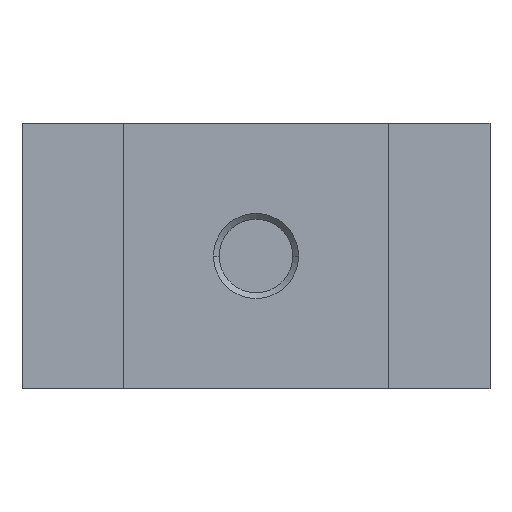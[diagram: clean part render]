
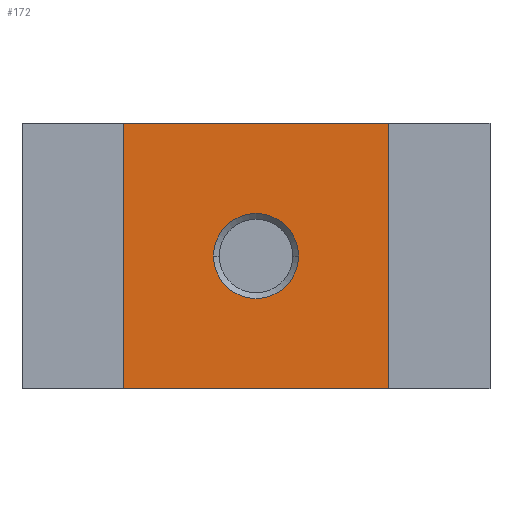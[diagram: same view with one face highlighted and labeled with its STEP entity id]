
A CAD part, front view. The second image highlights one B-rep face of the part: STEP entity #172.
In plain terms, the highlighted planar face has unit normal (0, -1, 0).
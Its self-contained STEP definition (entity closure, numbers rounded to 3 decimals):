
#172=ADVANCED_FACE('',(#352,#353),#354,.F.);
#352=FACE_BOUND('',#551,.T.);
#353=FACE_OUTER_BOUND('',#552,.T.);
#354=PLANE('',#553);
#551=EDGE_LOOP('',(#951,#952));
#552=EDGE_LOOP('',(#953,#954,#955,#956));
#553=AXIS2_PLACEMENT_3D('',#957,#958,#959);
#951=ORIENTED_EDGE('',*,*,#1238,.T.);
#952=ORIENTED_EDGE('',*,*,#1240,.T.);
#953=ORIENTED_EDGE('',*,*,#1271,.F.);
#954=ORIENTED_EDGE('',*,*,#1274,.F.);
#955=ORIENTED_EDGE('',*,*,#1263,.F.);
#956=ORIENTED_EDGE('',*,*,#1275,.T.);
#957=CARTESIAN_POINT('',(0.0,0.0,0.0));
#958=DIRECTION('',(0.0,1.0,0.0));
#959=DIRECTION('',(0.0,0.0,1.0));
#1238=EDGE_CURVE('',#1485,#1487,#1489,.T.);
#1240=EDGE_CURVE('',#1487,#1485,#1491,.T.);
#1263=EDGE_CURVE('',#1523,#1525,#1526,.T.);
#1271=EDGE_CURVE('',#1535,#1537,#1538,.T.);
#1274=EDGE_CURVE('',#1525,#1535,#1541,.T.);
#1275=EDGE_CURVE('',#1523,#1537,#1542,.T.);
#1485=VERTEX_POINT('',#1841);
#1487=VERTEX_POINT('',#1844);
#1489=CIRCLE('',#1847,4.0);
#1491=CIRCLE('',#1849,4.0);
#1523=VERTEX_POINT('',#1893);
#1525=VERTEX_POINT('',#1896);
#1526=LINE('',#1897,#1898);
#1535=VERTEX_POINT('',#1911);
#1537=VERTEX_POINT('',#1914);
#1538=LINE('',#1915,#1916);
#1541=LINE('',#1920,#1921);
#1542=LINE('',#1922,#1923);
#1841=CARTESIAN_POINT('',(-4.0,0.,0.0));
#1844=CARTESIAN_POINT('',(4.0,0.0,0.));
#1847=AXIS2_PLACEMENT_3D('',#2130,#2131,#2132);
#1849=AXIS2_PLACEMENT_3D('',#2133,#2134,#2135);
#1893=CARTESIAN_POINT('',(-12.5,0.0,12.5));
#1896=CARTESIAN_POINT('',(12.5,0.0,12.5));
#1897=CARTESIAN_POINT('',(0.0,0.0,12.5));
#1898=VECTOR('',#2158,1.0);
#1911=CARTESIAN_POINT('',(12.5,0.0,-12.5));
#1914=CARTESIAN_POINT('',(-12.5,0.0,-12.5));
#1915=CARTESIAN_POINT('',(0.0,0.0,-12.5));
#1916=VECTOR('',#2164,1.0);
#1920=CARTESIAN_POINT('',(12.5,0.0,0.0));
#1921=VECTOR('',#2166,1.0);
#1922=CARTESIAN_POINT('',(-12.5,0.0,0.0));
#1923=VECTOR('',#2167,1.0);
#2130=CARTESIAN_POINT('',(0.0,0.0,0.0));
#2131=DIRECTION('',(0.0,1.0,0.0));
#2132=DIRECTION('',(-1.0,0.0,0.0));
#2133=CARTESIAN_POINT('',(0.0,0.0,0.0));
#2134=DIRECTION('',(0.0,1.0,0.0));
#2135=DIRECTION('',(-1.0,0.0,0.0));
#2158=DIRECTION('',(1.0,0.0,0.0));
#2164=DIRECTION('',(-1.0,0.0,0.0));
#2166=DIRECTION('',(0.0,0.0,-1.0));
#2167=DIRECTION('',(0.0,0.0,-1.0));
